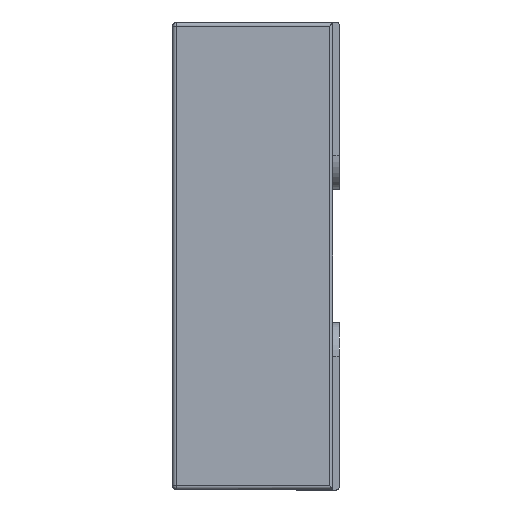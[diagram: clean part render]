
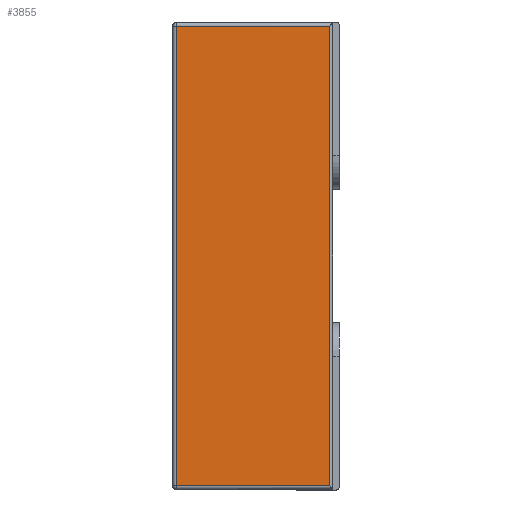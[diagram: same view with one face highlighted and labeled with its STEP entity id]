
A CAD part, left-side view. The second image highlights one B-rep face of the part: STEP entity #3855.
In plain terms, the highlighted planar face has unit normal (-1, 0, 0).
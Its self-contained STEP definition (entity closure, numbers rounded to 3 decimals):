
#64 = CARTESIAN_POINT ( 'NONE',  ( -1.125, 0.47, -0.69 ) ) ;
#111 = ORIENTED_EDGE ( 'NONE', *, *, #879, .T. ) ;
#116 = VECTOR ( 'NONE', #1461, 1000. ) ;
#298 = VERTEX_POINT ( 'NONE', #3577 ) ;
#454 = CARTESIAN_POINT ( 'NONE',  ( -1.125, 0.48, 0.69 ) ) ;
#879 = EDGE_CURVE ( 'NONE', #1272, #298, #2740, .T. ) ;
#1086 = VECTOR ( 'NONE', #1929, 1000. ) ;
#1099 = EDGE_CURVE ( 'NONE', #4173, #1272, #4426, .T. ) ;
#1154 = CARTESIAN_POINT ( 'NONE',  ( -1.125, 0.48, -0.69 ) ) ;
#1241 = EDGE_LOOP ( 'NONE', ( #3343, #111, #4543, #3447 ) ) ;
#1272 = VERTEX_POINT ( 'NONE', #1801 ) ;
#1460 = VERTEX_POINT ( 'NONE', #1795 ) ;
#1461 = DIRECTION ( 'NONE',  ( 0., -1., 0. ) ) ;
#1627 = LINE ( 'NONE', #2801, #3865 ) ;
#1721 = AXIS2_PLACEMENT_3D ( 'NONE', #2633, #4717, #2898 ) ;
#1795 = CARTESIAN_POINT ( 'NONE',  ( -1.125, 0.47, 0.69 ) ) ;
#1801 = CARTESIAN_POINT ( 'NONE',  ( -1.125, 0.01, -0.69 ) ) ;
#1868 = VECTOR ( 'NONE', #4189, 1000. ) ;
#1929 = DIRECTION ( 'NONE',  ( 0., 1., 0. ) ) ;
#2234 = PLANE ( 'NONE',  #1721 ) ;
#2633 = CARTESIAN_POINT ( 'NONE',  ( -1.125, 0.48, 0.7 ) ) ;
#2659 = LINE ( 'NONE', #454, #1086 ) ;
#2699 = DIRECTION ( 'NONE',  ( 0., 0., -1. ) ) ;
#2740 = LINE ( 'NONE', #3530, #1868 ) ;
#2753 = EDGE_CURVE ( 'NONE', #298, #1460, #2659, .T. ) ;
#2801 = CARTESIAN_POINT ( 'NONE',  ( -1.125, 0.47, 0.7 ) ) ;
#2898 = DIRECTION ( 'NONE',  ( 0., 0., -1. ) ) ;
#3343 = ORIENTED_EDGE ( 'NONE', *, *, #1099, .T. ) ;
#3362 = EDGE_CURVE ( 'NONE', #1460, #4173, #1627, .T. ) ;
#3447 = ORIENTED_EDGE ( 'NONE', *, *, #3362, .T. ) ;
#3530 = CARTESIAN_POINT ( 'NONE',  ( -1.125, 0.01, 0.7 ) ) ;
#3577 = CARTESIAN_POINT ( 'NONE',  ( -1.125, 0.01, 0.69 ) ) ;
#3753 = FACE_OUTER_BOUND ( 'NONE', #1241, .T. ) ;
#3855 = ADVANCED_FACE ( 'NONE', ( #3753 ), #2234, .F. ) ;
#3865 = VECTOR ( 'NONE', #2699, 1000. ) ;
#4173 = VERTEX_POINT ( 'NONE', #64 ) ;
#4189 = DIRECTION ( 'NONE',  ( 0., 0., 1. ) ) ;
#4426 = LINE ( 'NONE', #1154, #116 ) ;
#4543 = ORIENTED_EDGE ( 'NONE', *, *, #2753, .T. ) ;
#4717 = DIRECTION ( 'NONE',  ( 1., 0., 0. ) ) ;
